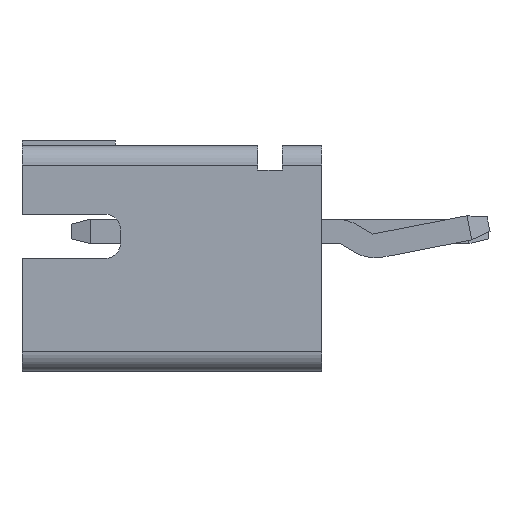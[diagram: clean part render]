
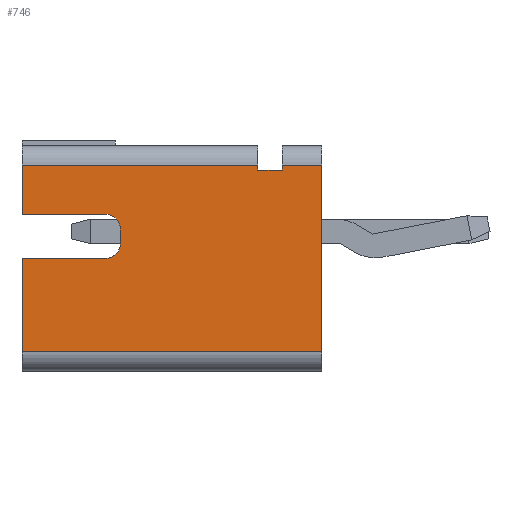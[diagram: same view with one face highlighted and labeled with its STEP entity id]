
A CAD part, left-side view. The second image highlights one B-rep face of the part: STEP entity #746.
In plain terms, the highlighted planar face has unit normal (-1, 0, 0).
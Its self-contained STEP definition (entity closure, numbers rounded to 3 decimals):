
#65 = CARTESIAN_POINT ( 'NONE',  ( -11.083, 1.842, 6.05 ) ) ;
#86 = ORIENTED_EDGE ( 'NONE', *, *, #4689, .T. ) ;
#228 = VECTOR ( 'NONE', #3399, 1000. ) ;
#243 = DIRECTION ( 'NONE',  ( 0., 0., -1. ) ) ;
#293 = VERTEX_POINT ( 'NONE', #5066 ) ;
#318 = ORIENTED_EDGE ( 'NONE', *, *, #7368, .T. ) ;
#487 = CARTESIAN_POINT ( 'NONE',  ( -11.083, 3.542, 6.05 ) ) ;
#593 = EDGE_CURVE ( 'NONE', #3437, #1737, #8158, .T. ) ;
#656 = EDGE_CURVE ( 'NONE', #6047, #3871, #9220, .T. ) ;
#691 = LINE ( 'NONE', #985, #228 ) ;
#725 = ORIENTED_EDGE ( 'NONE', *, *, #9329, .T. ) ;
#746 = ADVANCED_FACE ( 'NONE', ( #4896 ), #2844, .T. ) ;
#807 = ORIENTED_EDGE ( 'NONE', *, *, #593, .T. ) ;
#971 = EDGE_CURVE ( 'NONE', #4638, #2074, #5601, .T. ) ;
#985 = CARTESIAN_POINT ( 'NONE',  ( -11.083, -1.258, 8.35 ) ) ;
#1124 = ORIENTED_EDGE ( 'NONE', *, *, #3207, .T. ) ;
#1163 = EDGE_CURVE ( 'NONE', #2074, #3437, #4662, .T. ) ;
#1362 = EDGE_CURVE ( 'NONE', #2606, #7727, #9050, .T. ) ;
#1365 = DIRECTION ( 'NONE',  ( -1., 0., 0. ) ) ;
#1401 = LINE ( 'NONE', #3722, #7966 ) ;
#1599 = CARTESIAN_POINT ( 'NONE',  ( -11.083, -2.558, 8.35 ) ) ;
#1737 = VERTEX_POINT ( 'NONE', #65 ) ;
#1754 = VECTOR ( 'NONE', #4851, 1000. ) ;
#1787 = DIRECTION ( 'NONE',  ( 0., 0., 1. ) ) ;
#1811 = CARTESIAN_POINT ( 'NONE',  ( -11.083, 1.542, 6.95 ) ) ;
#2032 = VERTEX_POINT ( 'NONE', #7200 ) ;
#2074 = VERTEX_POINT ( 'NONE', #6077 ) ;
#2098 = EDGE_LOOP ( 'NONE', ( #3882, #1124, #725, #6447, #3322, #318, #3481, #9084, #7512, #7132, #807, #86, #3303, #4353 ) ) ;
#2255 = VECTOR ( 'NONE', #7137, 1000. ) ;
#2384 = EDGE_CURVE ( 'NONE', #6047, #4638, #6237, .T. ) ;
#2507 = CARTESIAN_POINT ( 'NONE',  ( -11.083, 1.842, 6.65 ) ) ;
#2606 = VERTEX_POINT ( 'NONE', #4527 ) ;
#2618 = DIRECTION ( 'NONE',  ( 1., 0., 0. ) ) ;
#2712 = CARTESIAN_POINT ( 'NONE',  ( -11.083, 1.842, 6.95 ) ) ;
#2722 = VERTEX_POINT ( 'NONE', #9662 ) ;
#2756 = DIRECTION ( 'NONE',  ( 0., 1., 0. ) ) ;
#2844 = PLANE ( 'NONE',  #4067 ) ;
#3207 = EDGE_CURVE ( 'NONE', #2606, #5104, #5765, .T. ) ;
#3221 = CARTESIAN_POINT ( 'NONE',  ( -11.083, 1.542, 6.35 ) ) ;
#3282 = CARTESIAN_POINT ( 'NONE',  ( -11.083, 3.542, 6.95 ) ) ;
#3303 = ORIENTED_EDGE ( 'NONE', *, *, #9211, .F. ) ;
#3322 = ORIENTED_EDGE ( 'NONE', *, *, #3501, .T. ) ;
#3399 = DIRECTION ( 'NONE',  ( 0., 0., 1. ) ) ;
#3400 = CARTESIAN_POINT ( 'NONE',  ( -11.083, 3.542, 6.95 ) ) ;
#3437 = VERTEX_POINT ( 'NONE', #3221 ) ;
#3481 = ORIENTED_EDGE ( 'NONE', *, *, #656, .F. ) ;
#3501 = EDGE_CURVE ( 'NONE', #2032, #8996, #691, .T. ) ;
#3631 = EDGE_CURVE ( 'NONE', #6490, #2032, #1401, .T. ) ;
#3722 = CARTESIAN_POINT ( 'NONE',  ( -11.083, -1.258, 7.85 ) ) ;
#3763 = VECTOR ( 'NONE', #7219, 1000. ) ;
#3871 = VERTEX_POINT ( 'NONE', #7751 ) ;
#3882 = ORIENTED_EDGE ( 'NONE', *, *, #1362, .F. ) ;
#3888 = DIRECTION ( 'NONE',  ( 0., 0., -1. ) ) ;
#3909 = VECTOR ( 'NONE', #9334, 1000. ) ;
#4067 = AXIS2_PLACEMENT_3D ( 'NONE', #8830, #1365, #5158 ) ;
#4173 = DIRECTION ( 'NONE',  ( 0., 0., 1. ) ) ;
#4200 = LINE ( 'NONE', #5594, #3909 ) ;
#4204 = VECTOR ( 'NONE', #7140, 1000. ) ;
#4353 = ORIENTED_EDGE ( 'NONE', *, *, #4650, .T. ) ;
#4527 = CARTESIAN_POINT ( 'NONE',  ( -11.083, -2.558, 7.95 ) ) ;
#4630 = LINE ( 'NONE', #8157, #6855 ) ;
#4638 = VERTEX_POINT ( 'NONE', #2712 ) ;
#4650 = EDGE_CURVE ( 'NONE', #2722, #7727, #9006, .T. ) ;
#4662 = LINE ( 'NONE', #1811, #6410 ) ;
#4689 = EDGE_CURVE ( 'NONE', #1737, #293, #9464, .T. ) ;
#4851 = DIRECTION ( 'NONE',  ( 0., -1., 0. ) ) ;
#4856 = CARTESIAN_POINT ( 'NONE',  ( -11.083, 1.842, 6.35 ) ) ;
#4896 = FACE_OUTER_BOUND ( 'NONE', #2098, .T. ) ;
#5066 = CARTESIAN_POINT ( 'NONE',  ( -11.083, 3.542, 6.05 ) ) ;
#5104 = VERTEX_POINT ( 'NONE', #9088 ) ;
#5158 = DIRECTION ( 'NONE',  ( 0., 0., 1. ) ) ;
#5594 = CARTESIAN_POINT ( 'NONE',  ( -11.083, 3.542, 7.95 ) ) ;
#5601 = CIRCLE ( 'NONE', #8532, 0.3 ) ;
#5765 = LINE ( 'NONE', #7923, #7739 ) ;
#5963 = CARTESIAN_POINT ( 'NONE',  ( -11.083, -1.258, 7.95 ) ) ;
#6047 = VERTEX_POINT ( 'NONE', #3282 ) ;
#6077 = CARTESIAN_POINT ( 'NONE',  ( -11.083, 1.542, 6.65 ) ) ;
#6237 = LINE ( 'NONE', #3400, #2255 ) ;
#6410 = VECTOR ( 'NONE', #243, 1000. ) ;
#6447 = ORIENTED_EDGE ( 'NONE', *, *, #3631, .T. ) ;
#6490 = VERTEX_POINT ( 'NONE', #6751 ) ;
#6751 = CARTESIAN_POINT ( 'NONE',  ( -11.083, -1.758, 7.85 ) ) ;
#6855 = VECTOR ( 'NONE', #9563, 1000. ) ;
#6967 = LINE ( 'NONE', #7748, #9301 ) ;
#7062 = VECTOR ( 'NONE', #3888, 1000. ) ;
#7105 = CARTESIAN_POINT ( 'NONE',  ( -11.083, -2.558, 4.15 ) ) ;
#7132 = ORIENTED_EDGE ( 'NONE', *, *, #1163, .T. ) ;
#7137 = DIRECTION ( 'NONE',  ( 0., -1., 0. ) ) ;
#7140 = DIRECTION ( 'NONE',  ( 0., 0., 1. ) ) ;
#7200 = CARTESIAN_POINT ( 'NONE',  ( -11.083, -1.258, 7.85 ) ) ;
#7219 = DIRECTION ( 'NONE',  ( 0., 1., 0. ) ) ;
#7232 = DIRECTION ( 'NONE',  ( 0., 0., 1. ) ) ;
#7368 = EDGE_CURVE ( 'NONE', #8996, #3871, #4200, .T. ) ;
#7512 = ORIENTED_EDGE ( 'NONE', *, *, #971, .T. ) ;
#7636 = CARTESIAN_POINT ( 'NONE',  ( -11.083, -2.558, 4.15 ) ) ;
#7727 = VERTEX_POINT ( 'NONE', #7636 ) ;
#7735 = DIRECTION ( 'NONE',  ( 1., 0., 0. ) ) ;
#7739 = VECTOR ( 'NONE', #2756, 1000. ) ;
#7748 = CARTESIAN_POINT ( 'NONE',  ( -11.083, 3.542, 8.35 ) ) ;
#7751 = CARTESIAN_POINT ( 'NONE',  ( -11.083, 3.542, 7.95 ) ) ;
#7923 = CARTESIAN_POINT ( 'NONE',  ( -11.083, -1.758, 7.95 ) ) ;
#7966 = VECTOR ( 'NONE', #8937, 1000. ) ;
#8046 = AXIS2_PLACEMENT_3D ( 'NONE', #4856, #2618, #7232 ) ;
#8157 = CARTESIAN_POINT ( 'NONE',  ( -11.083, -1.758, 8.35 ) ) ;
#8158 = CIRCLE ( 'NONE', #8046, 0.3 ) ;
#8532 = AXIS2_PLACEMENT_3D ( 'NONE', #2507, #7735, #1787 ) ;
#8694 = CARTESIAN_POINT ( 'NONE',  ( -11.083, 3.542, 8.35 ) ) ;
#8830 = CARTESIAN_POINT ( 'NONE',  ( -11.083, 3.542, 8.35 ) ) ;
#8937 = DIRECTION ( 'NONE',  ( 0., 1., 0. ) ) ;
#8996 = VERTEX_POINT ( 'NONE', #5963 ) ;
#9006 = LINE ( 'NONE', #7105, #1754 ) ;
#9050 = LINE ( 'NONE', #1599, #7062 ) ;
#9084 = ORIENTED_EDGE ( 'NONE', *, *, #2384, .T. ) ;
#9088 = CARTESIAN_POINT ( 'NONE',  ( -11.083, -1.758, 7.95 ) ) ;
#9211 = EDGE_CURVE ( 'NONE', #2722, #293, #6967, .T. ) ;
#9220 = LINE ( 'NONE', #8694, #4204 ) ;
#9301 = VECTOR ( 'NONE', #4173, 1000. ) ;
#9329 = EDGE_CURVE ( 'NONE', #5104, #6490, #4630, .T. ) ;
#9334 = DIRECTION ( 'NONE',  ( 0., 1., 0. ) ) ;
#9464 = LINE ( 'NONE', #487, #3763 ) ;
#9563 = DIRECTION ( 'NONE',  ( 0., 0., -1. ) ) ;
#9662 = CARTESIAN_POINT ( 'NONE',  ( -11.083, 3.542, 4.15 ) ) ;
